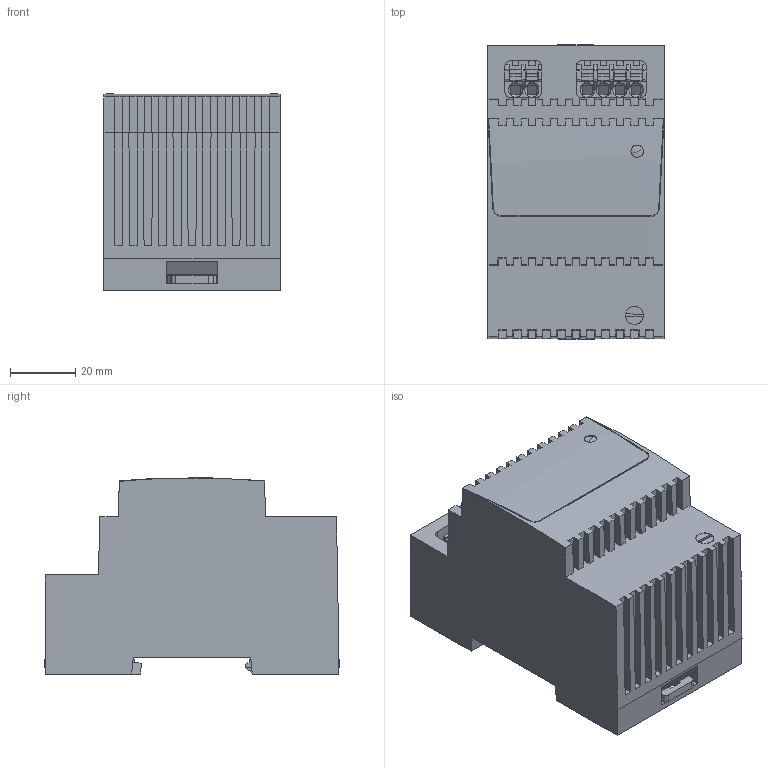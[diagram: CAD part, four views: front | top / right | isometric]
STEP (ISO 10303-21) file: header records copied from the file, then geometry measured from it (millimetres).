
FILE_DESCRIPTION(('CATIA V5 STEP Exchange','CAx-IF Rec.Pracs.--- Model Styling and Organization---1.4--- 2014-01-23'),'2;1');
FILE_NAME ('D1380577_3', '2019-07-16T11:06:44+00:00', ('none'), ('Weidmueller'), 'CATIA Version 5-6 Release 2016 SP3 HF44', 'CATIA V5 STEP AP214', 'none');
FILE_SCHEMA(('AUTOMOTIVE_DESIGN { 1 0 10303 214 1 1 1 1 }'));
Length unit declared in the file: millimetre
Products named in the file (1): S3D_PRO_INSTA_30W_XXX
Bounding box: 53.97 x 90.4 x 60.15 mm (x, y, z)
Volume: 228229.2 mm3; surface area: 39687.4 mm2
Topology: 14 solids, 14 shells, 718 faces, 2286 edges, 1608 vertices
Faces by surface type: plane 564, extrusion 72, cylinder 68, torus 12, sphere 2
Entity records: 26174 total; most frequent: CARTESIAN_POINT 6897, ORIENTED_EDGE 4568, DIRECTION 2685, EDGE_CURVE 2284, VECTOR 1673, VERTEX_POINT 1608, LINE 1601, EDGE_LOOP 740
